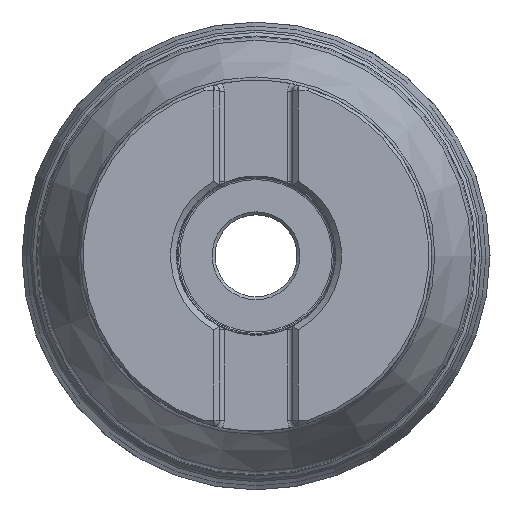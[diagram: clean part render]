
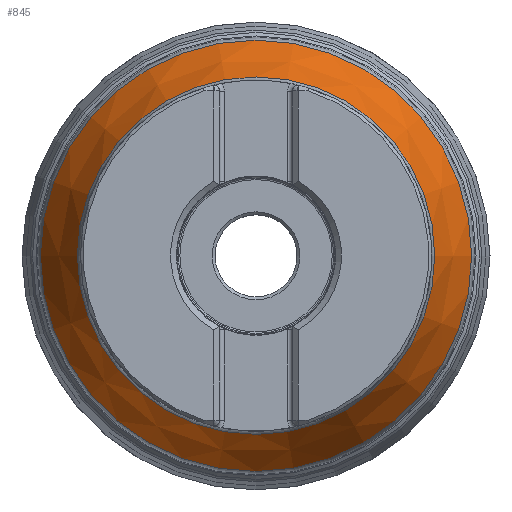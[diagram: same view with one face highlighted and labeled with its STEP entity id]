
A CAD part, top view. The second image highlights one B-rep face of the part: STEP entity #845.
In plain terms, the highlighted conical face has half-angle 26.551 degrees and reference radius 30 mm.
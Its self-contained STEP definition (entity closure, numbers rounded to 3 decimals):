
#118=CONICAL_SURFACE('',#2100,30.,26.551);
#845=ADVANCED_FACE('',(#1086,#1087),#118,.T.);
#1086=FACE_BOUND('',#1198,.T.);
#1087=FACE_BOUND('',#1199,.T.);
#1198=EDGE_LOOP('',(#1387));
#1199=EDGE_LOOP('',(#1388));
#1387=ORIENTED_EDGE('',*,*,#1842,.T.);
#1388=ORIENTED_EDGE('',*,*,#1843,.T.);
#1709=VERTEX_POINT('',#3114);
#1710=VERTEX_POINT('',#3116);
#1842=EDGE_CURVE('',#1709,#1709,#1997,.T.);
#1843=EDGE_CURVE('',#1710,#1710,#1998,.T.);
#1997=CIRCLE('',#2098,30.527);
#1998=CIRCLE('',#2099,36.839);
#2098=AXIS2_PLACEMENT_3D('',#3113,#2365,#2366);
#2099=AXIS2_PLACEMENT_3D('',#3115,#2367,#2368);
#2100=AXIS2_PLACEMENT_3D('',#3117,#2369,#2370);
#2365=DIRECTION('',(0.,0.,-1.));
#2366=DIRECTION('',(-1.,0.,0.));
#2367=DIRECTION('',(0.,0.,1.));
#2368=DIRECTION('',(1.,0.,0.));
#2369=DIRECTION('',(0.,0.,-1.));
#2370=DIRECTION('',(-1.,0.,0.));
#3113=CARTESIAN_POINT('',(0.,0.,-16.055));
#3114=CARTESIAN_POINT('',(-30.527,0.,-16.055));
#3115=CARTESIAN_POINT('',(0.,0.,-28.686));
#3116=CARTESIAN_POINT('',(36.839,0.,-28.686));
#3117=CARTESIAN_POINT('',(0.,0.,-15.));
